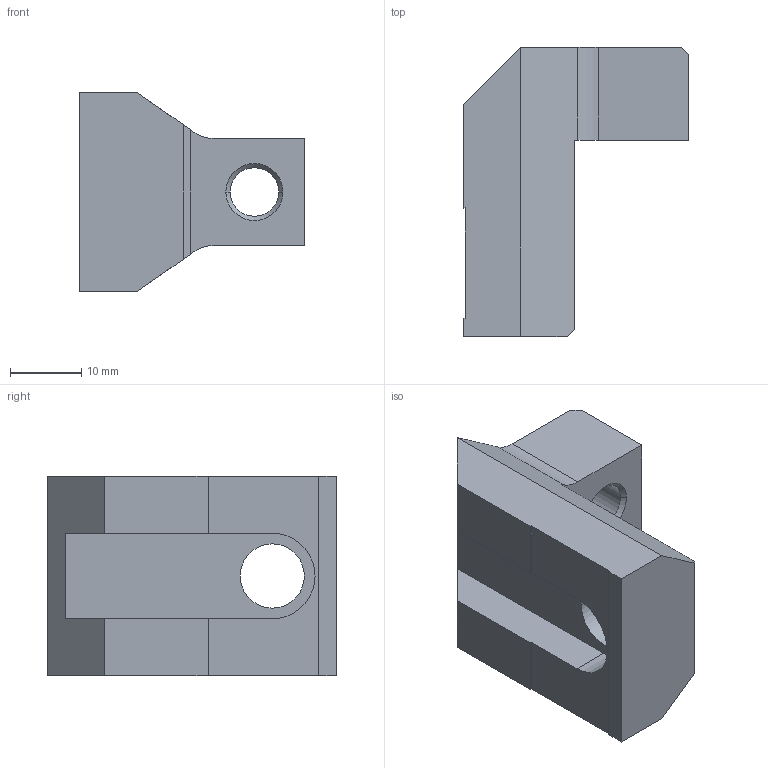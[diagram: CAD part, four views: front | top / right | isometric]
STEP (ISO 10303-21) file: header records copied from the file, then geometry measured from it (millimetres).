
FILE_DESCRIPTION(('STEP AP214'),'1');
FILE_NAME('HALDERN_EH_23320_0156.stp','2018-01-15T15:22:42',('TraceParts'),('TraceParts S.A.'),'Spatial InterOp 3D',' ',' ');
FILE_SCHEMA(('automotive_design'));
Length unit declared in the file: millimetre
Products named in the file (1): HALDERN_EH_23320_0156
Bounding box: 31.5 x 40.5 x 28 mm (x, y, z)
Volume: 14468.9 mm3; surface area: 5483 mm2
Topology: 1 solids, 1 shells, 38 faces, 103 edges, 68 vertices
Faces by surface type: plane 25, cylinder 9, cone 4
Entity records: 1534 total; most frequent: CARTESIAN_POINT 210, DIRECTION 207, ORIENTED_EDGE 206, EDGE_CURVE 103, LINE 77, VECTOR 77, VERTEX_POINT 68, AXIS2_PLACEMENT_3D 65
